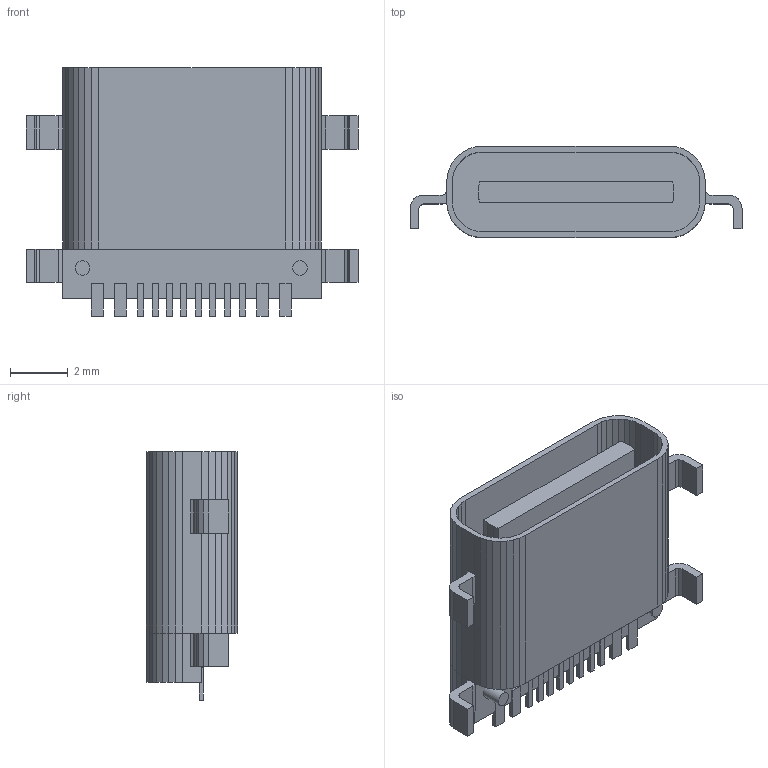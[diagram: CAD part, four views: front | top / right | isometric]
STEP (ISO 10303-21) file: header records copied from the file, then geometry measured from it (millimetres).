
FILE_DESCRIPTION(/* description */ (''),/* implementation_level */ '2;1');
FILE_NAME(/* name */ '5fb29d8084440d1639f4a7cc',/* time_stamp */ '2020-11-16T15:40:50+00:00',/* author */ (''),/* organization */ (''),/* preprocessor_version */ 'ST-DEVELOPER v16.7',/* originating_system */ $,/* authorisation */ $);
FILE_SCHEMA (('AUTOMOTIVE_DESIGN {1 0 10303 214 3 1 1}'));
Length unit declared in the file: metre
Products named in the file (22): User_Library-TYPE-C-31-M-14; COMPOUND
Assembly tree (21 placements, depth 2):
  User_Library-TYPE-C-31-M-14
    COMPOUND
    COMPOUND
    COMPOUND
    COMPOUND
    COMPOUND
    COMPOUND
    COMPOUND
    COMPOUND
    COMPOUND
    COMPOUND
    COMPOUND
    COMPOUND
    COMPOUND
    COMPOUND
    COMPOUND
    COMPOUND
    COMPOUND
    COMPOUND
    COMPOUND
    COMPOUND
    COMPOUND
Bounding box: 11.47 x 3.16 x 8.58 mm (x, y, z)
Volume: 121.7 mm3; surface area: 832.1 mm2
Topology: 21 solids, 21 shells, 327 faces, 846 edges, 564 vertices
Faces by surface type: plane 325, cylinder 2
Full cylindrical faces by diameter (mm): 0.5 x2
Entity records: 10323 total; most frequent: CARTESIAN_POINT 1757, ORIENTED_EDGE 1688, DIRECTION 1546, EDGE_CURVE 844, LINE 840, VECTOR 840, VERTEX_POINT 564, AXIS2_PLACEMENT_3D 353
